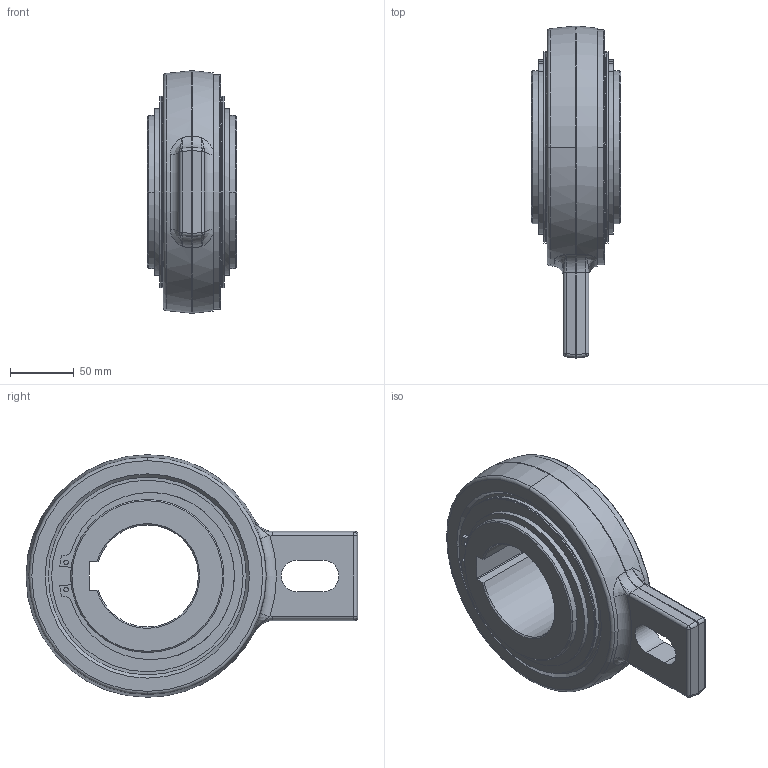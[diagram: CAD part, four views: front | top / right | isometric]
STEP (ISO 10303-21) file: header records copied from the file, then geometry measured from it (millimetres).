
FILE_DESCRIPTION((''),'2;1');
FILE_NAME('_CGS_TEMP_IGS','2023-05-19T',('SYSTEM'),(''),'PRO/ENGINEER BY PARAMETRIC TECHNOLOGY CORPORATION, 2016360','PRO/ENGINEER BY PARAMETRIC TECHNOLOGY CORPORATION, 2016360','');
FILE_SCHEMA(('AUTOMOTIVE_DESIGN { 1 0 10303 214 1 1 1 1 }'));
Length unit declared in the file: inch
Products named in the file (1): _CGS_TEMP_IGS
Bounding box: 70 x 259.97 x 189.97 mm (x, y, z)
Volume: 1228932.1 mm3; surface area: 268580.6 mm2
Topology: 2 solids, 4 shells, 1753 faces, 5123 edges, 3253 vertices
Faces by surface type: plane 1453, cylinder 230, cone 31, torus 23, bspline 10, sphere 6
Entity records: 59601 total; most frequent: CARTESIAN_POINT 11036, DIRECTION 10295, ORIENTED_EDGE 10234, EDGE_CURVE 5117, AXIS2_PLACEMENT_3D 3503, VECTOR 3289, LINE 3289, VERTEX_POINT 3253
